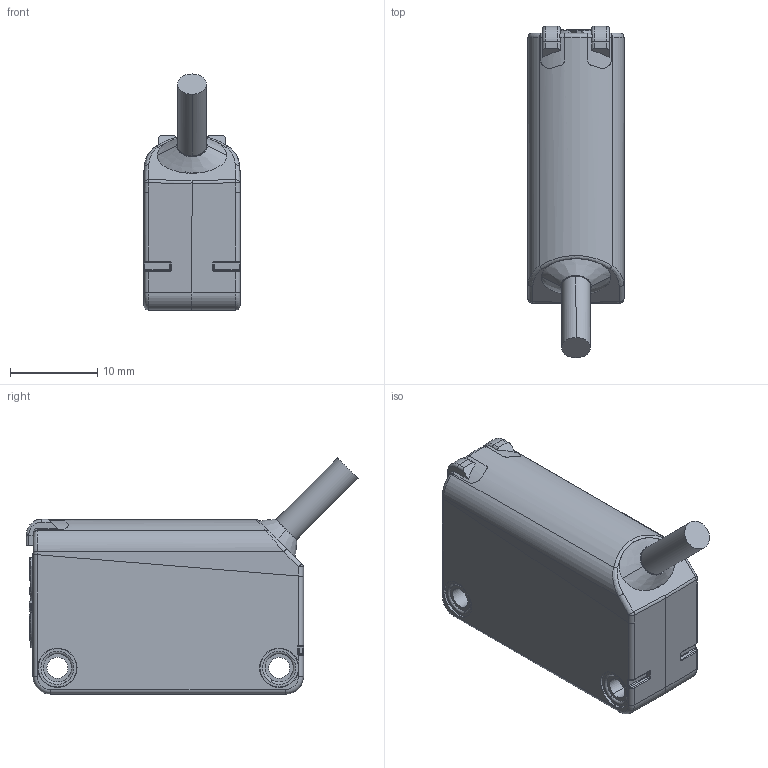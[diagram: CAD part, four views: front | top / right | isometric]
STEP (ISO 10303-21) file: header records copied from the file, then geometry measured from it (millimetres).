
FILE_DESCRIPTION((''),'2;1');
FILE_NAME('DM_CAD-1143A_ASM','2015-10-30T',('Creinig-se'),(''),'PRO/ENGINEER BY PARAMETRIC TECHNOLOGY CORPORATION, 2013050','PRO/ENGINEER BY PARAMETRIC TECHNOLOGY CORPORATION, 2013050','');
FILE_SCHEMA(('CONFIG_CONTROL_DESIGN'));
Length unit declared in the file: millimetre
Products named in the file (4): DM_CAD-1143A; DM_MSBR-6_ZU_KABEL; DM_CAD-2177_MSBR-4_1; DM_CAD-1143A_ASM
Assembly tree (3 placements, depth 2):
  DM_CAD-1143A_ASM
    DM_CAD-1143A
    DM_MSBR-6_ZU_KABEL
    DM_CAD-2177_MSBR-4_1
Bounding box: 11 x 38.03 x 27.05 mm (x, y, z)
Volume: 6471.9 mm3; surface area: 3410 mm2
Topology: 4 solids, 4 shells, 895 faces, 2445 edges, 1557 vertices
Faces by surface type: plane 430, cylinder 267, torus 75, bspline 72, cone 24, sphere 19, extrusion 8
Entity records: 38887 total; most frequent: CARTESIAN_POINT 11763, ORIENTED_EDGE 4846, DIRECTION 4106, EDGE_CURVE 2423, VERTEX_POINT 1557, AXIS2_PLACEMENT_3D 1406, VECTOR 1294, LINE 1286
